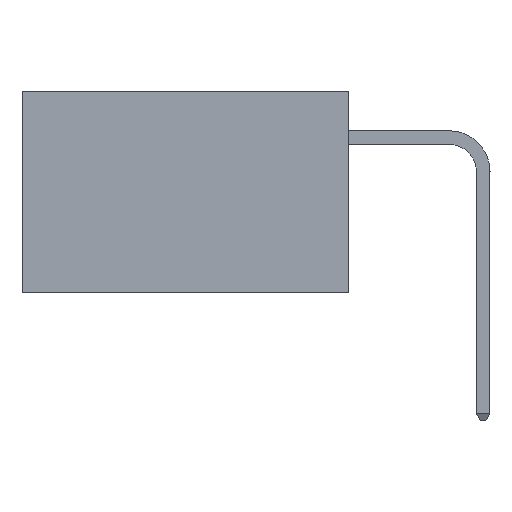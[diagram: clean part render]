
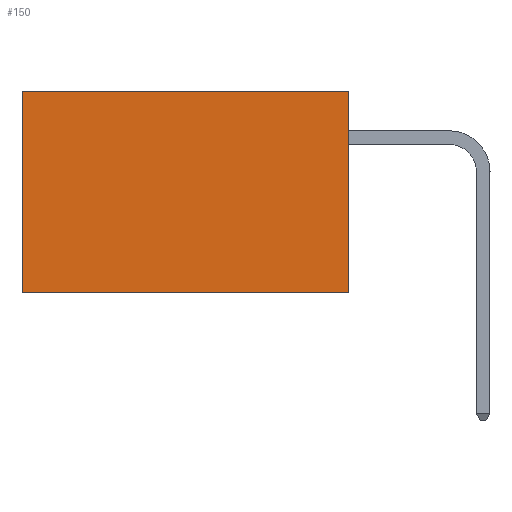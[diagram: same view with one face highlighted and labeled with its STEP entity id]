
A CAD part, left-side view. The second image highlights one B-rep face of the part: STEP entity #150.
In plain terms, the highlighted planar face has unit normal (-1, 0, 0).
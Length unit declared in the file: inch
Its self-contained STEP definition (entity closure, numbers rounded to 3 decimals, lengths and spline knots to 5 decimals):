
#150 = ADVANCED_FACE ( 'NONE', ( #927 ), #4495, .F. ) ;
#171 = LINE ( 'NONE', #17999, #25216 ) ;
#238 = ORIENTED_EDGE ( 'NONE', *, *, #12409, .T. ) ;
#476 = CARTESIAN_POINT ( 'NONE',  ( 0.2875, 0.6, 0. ) ) ;
#645 = VECTOR ( 'NONE', #29039, 39.37008 ) ;
#927 = FACE_OUTER_BOUND ( 'NONE', #15545, .T. ) ;
#1366 = EDGE_CURVE ( 'NONE', #3113, #21144, #23250, .T. ) ;
#2112 = CARTESIAN_POINT ( 'NONE',  ( 0.2875, 0., 0. ) ) ;
#3113 = VERTEX_POINT ( 'NONE', #476 ) ;
#3672 = AXIS2_PLACEMENT_3D ( 'NONE', #15519, #31238, #22287 ) ;
#4495 = PLANE ( 'NONE',  #3672 ) ;
#6317 = VERTEX_POINT ( 'NONE', #26371 ) ;
#7093 = LINE ( 'NONE', #26628, #645 ) ;
#7647 = ORIENTED_EDGE ( 'NONE', *, *, #20010, .F. ) ;
#10254 = CARTESIAN_POINT ( 'NONE',  ( 0.2875, 0.6, -0.37 ) ) ;
#10806 = DIRECTION ( 'NONE',  ( 0., 1., 0. ) ) ;
#12409 = EDGE_CURVE ( 'NONE', #6317, #3113, #7093, .T. ) ;
#13704 = DIRECTION ( 'NONE',  ( 0., 0., -1. ) ) ;
#15519 = CARTESIAN_POINT ( 'NONE',  ( 0.2875, 0., 0. ) ) ;
#15545 = EDGE_LOOP ( 'NONE', ( #19325, #7647, #26241, #238 ) ) ;
#16532 = CARTESIAN_POINT ( 'NONE',  ( 0.2875, 0.6, 0. ) ) ;
#16820 = LINE ( 'NONE', #2112, #23300 ) ;
#17999 = CARTESIAN_POINT ( 'NONE',  ( 0.2875, 0., -0.37 ) ) ;
#19041 = DIRECTION ( 'NONE',  ( 0., 0., -1. ) ) ;
#19156 = CARTESIAN_POINT ( 'NONE',  ( 0.2875, 0., -0.37 ) ) ;
#19325 = ORIENTED_EDGE ( 'NONE', *, *, #1366, .T. ) ;
#20010 = EDGE_CURVE ( 'NONE', #23942, #21144, #171, .T. ) ;
#20285 = EDGE_CURVE ( 'NONE', #6317, #23942, #16820, .T. ) ;
#21144 = VERTEX_POINT ( 'NONE', #10254 ) ;
#22287 = DIRECTION ( 'NONE',  ( 0., 0., -1. ) ) ;
#22483 = VECTOR ( 'NONE', #13704, 39.37008 ) ;
#23250 = LINE ( 'NONE', #16532, #22483 ) ;
#23300 = VECTOR ( 'NONE', #19041, 39.37008 ) ;
#23942 = VERTEX_POINT ( 'NONE', #19156 ) ;
#25216 = VECTOR ( 'NONE', #10806, 39.37008 ) ;
#26241 = ORIENTED_EDGE ( 'NONE', *, *, #20285, .F. ) ;
#26371 = CARTESIAN_POINT ( 'NONE',  ( 0.2875, 0., 0. ) ) ;
#26628 = CARTESIAN_POINT ( 'NONE',  ( 0.2875, 0., 0. ) ) ;
#29039 = DIRECTION ( 'NONE',  ( 0., 1., 0. ) ) ;
#31238 = DIRECTION ( 'NONE',  ( 1., 0., 0. ) ) ;
